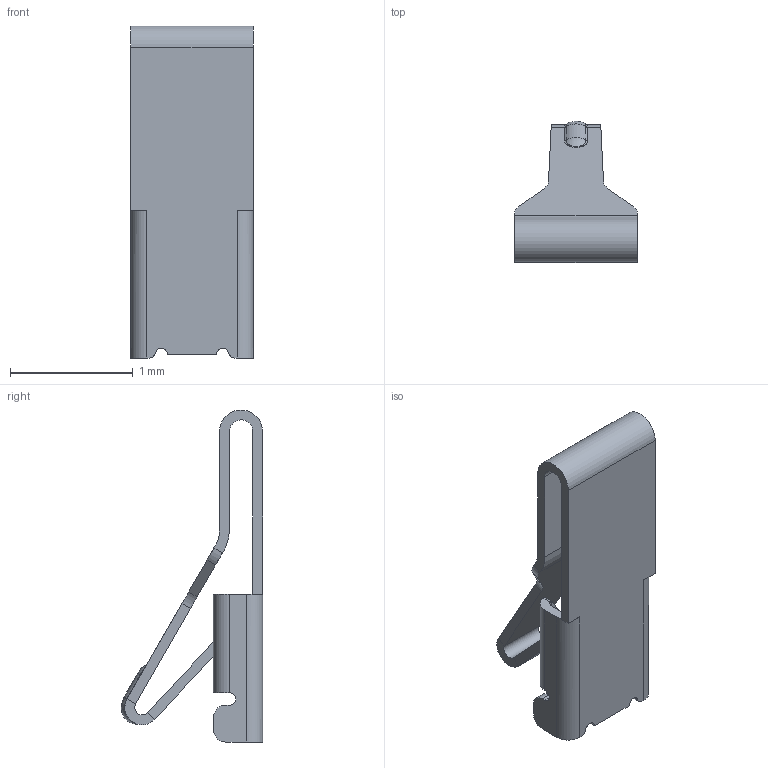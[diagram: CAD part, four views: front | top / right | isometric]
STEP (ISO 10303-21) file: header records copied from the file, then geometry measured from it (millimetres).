
FILE_DESCRIPTION((''),'2;1');
FILE_NAME('C-2329497-1','2018-11-06T',('workeradm'),('TE Connectivity Ltd.'),'CREO PARAMETRIC BY PTC INC, 2016050','CREO PARAMETRIC BY PTC INC, 2016050','');
FILE_SCHEMA(('AUTOMOTIVE_DESIGN { 1 0 10303 214 1 1 1 1 }'));
Length unit declared in the file: millimetre
Products named in the file (1): C-2329497-1
Bounding box: 1 x 1.15 x 2.7 mm (x, y, z)
Volume: 0.5 mm3; surface area: 13.7 mm2
Topology: 1 solids, 1 shells, 95 faces, 257 edges, 164 vertices
Faces by surface type: plane 46, cylinder 39, bspline 4, revolution 3, torus 2, extrusion 1
Entity records: 3409 total; most frequent: CARTESIAN_POINT 947, ORIENTED_EDGE 514, DIRECTION 504, EDGE_CURVE 257, AXIS2_PLACEMENT_3D 170, VERTEX_POINT 164, VECTOR 161, LINE 160
